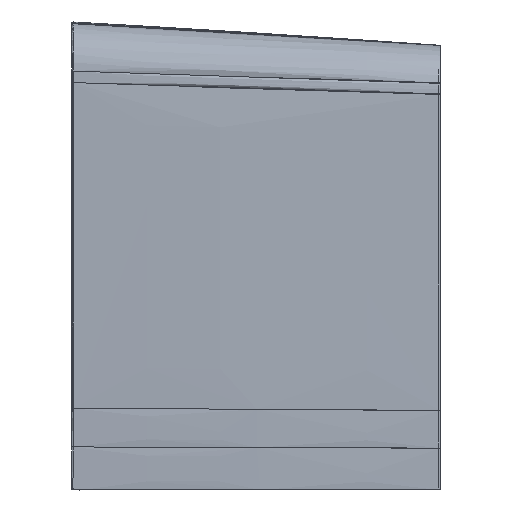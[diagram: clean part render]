
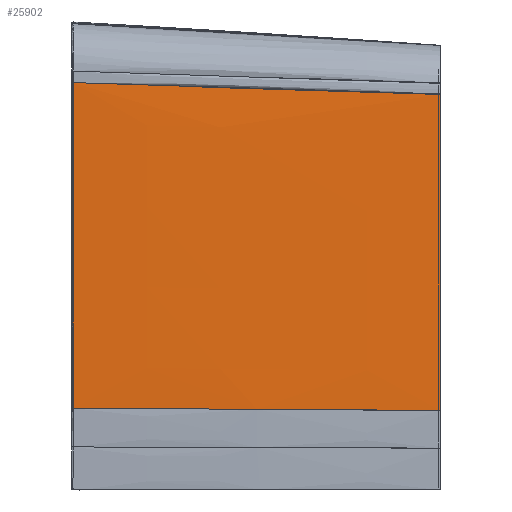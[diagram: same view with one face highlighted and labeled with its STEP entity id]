
A CAD part, left-side view. The second image highlights one B-rep face of the part: STEP entity #25902.
In plain terms, the highlighted free-form (B-spline) face has degree [5, 5] with [6, 9] control points.
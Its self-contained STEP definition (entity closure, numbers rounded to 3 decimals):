
#1476=DIRECTION('',(0.,0.,1.));
#1477=VECTOR('',#1476,540.469);
#1478=CARTESIAN_POINT('',(-864.4,-630.,-264.769));
#1479=LINE('',#1478,#1477);
#1483=CARTESIAN_POINT('',(-864.4,-630.,275.7));
#4622=CARTESIAN_POINT('',(-864.4,-630.,275.7));
#4623=CARTESIAN_POINT('',(-880.827,-421.16,
282.911));
#4624=CARTESIAN_POINT('',(-892.473,-211.87,
289.675));
#4625=CARTESIAN_POINT('',(-899.32,-2.439,
295.993));
#4630=CARTESIAN_POINT('',(-899.32,-2.439,
295.993));
#4640=CARTESIAN_POINT('',(-864.4,-630.,-264.769));
#4641=CARTESIAN_POINT('',(-882.261,-421.225,
-263.328));
#4642=CARTESIAN_POINT('',(-893.914,-211.902,
-261.977));
#4643=CARTESIAN_POINT('',(-899.338,-2.423,
-260.715));
#4648=CARTESIAN_POINT('',(-899.338,-2.423,
-260.715));
#4649=CARTESIAN_POINT('',(-899.336,-2.423,
-247.666));
#4650=CARTESIAN_POINT('',(-899.335,-2.424,
-222.064));
#4651=CARTESIAN_POINT('',(-899.336,-2.425,
-185.847));
#4652=CARTESIAN_POINT('',(-899.335,-2.426,
-149.706));
#4653=CARTESIAN_POINT('',(-899.333,-2.427,
-113.703));
#4654=CARTESIAN_POINT('',(-899.331,-2.429,
-77.472));
#4655=CARTESIAN_POINT('',(-899.329,-2.43,
-41.262));
#4656=CARTESIAN_POINT('',(-899.329,-2.431,
-5.133));
#4657=CARTESIAN_POINT('',(-899.329,-2.432,
31.057));
#4658=CARTESIAN_POINT('',(-899.329,-2.432,
68.043));
#4659=CARTESIAN_POINT('',(-899.328,-2.434,
106.841));
#4660=CARTESIAN_POINT('',(-899.327,-2.435,
148.669));
#4661=CARTESIAN_POINT('',(-899.325,-2.436,
194.028));
#4662=CARTESIAN_POINT('',(-899.322,-2.438,
242.929));
#4663=CARTESIAN_POINT('',(-899.321,-2.439,
277.909));
#4664=CARTESIAN_POINT('',(-899.32,-2.439,
295.993));
#18009=VERTEX_POINT('',#4630);
#18013=VERTEX_POINT('',#4648);
#18125=VERTEX_POINT('',#1483);
#18126=CARTESIAN_POINT('',(-864.4,-630.,-264.769));
#18127=VERTEX_POINT('',#18126);
#25839=CARTESIAN_POINT('',(-863.906,-636.266,
280.886));
#25840=CARTESIAN_POINT('',(-863.902,-636.265,
225.776));
#25841=CARTESIAN_POINT('',(-863.895,-636.265,
143.651));
#25842=CARTESIAN_POINT('',(-863.887,-636.265,
48.019));
#25843=CARTESIAN_POINT('',(-863.879,-636.264,
-62.201));
#25844=CARTESIAN_POINT('',(-863.87,-636.264,
-172.422));
#25845=CARTESIAN_POINT('',(-863.865,-636.264,
-227.532));
#25846=CARTESIAN_POINT('',(-863.863,-636.263,
-255.627));
#25847=CARTESIAN_POINT('',(-863.862,-636.263,
-270.215));
#25848=CARTESIAN_POINT('',(-874.009,-508.457,
285.34));
#25849=CARTESIAN_POINT('',(-874.096,-508.461,
229.87));
#25850=CARTESIAN_POINT('',(-874.226,-508.468,
147.207));
#25851=CARTESIAN_POINT('',(-874.377,-508.475,
50.949));
#25852=CARTESIAN_POINT('',(-874.548,-508.484,
-59.993));
#25853=CARTESIAN_POINT('',(-874.725,-508.492,
-170.934));
#25854=CARTESIAN_POINT('',(-874.81,-508.497,
-226.405));
#25855=CARTESIAN_POINT('',(-874.854,-508.499,
-254.684));
#25856=CARTESIAN_POINT('',(-874.878,-508.5,
-269.368));
#25857=CARTESIAN_POINT('',(-882.625,-380.507,
289.654));
#25858=CARTESIAN_POINT('',(-882.758,-380.513,
233.834));
#25859=CARTESIAN_POINT('',(-882.956,-380.521,
150.651));
#25860=CARTESIAN_POINT('',(-883.188,-380.531,
53.787));
#25861=CARTESIAN_POINT('',(-883.448,-380.543,
-57.853));
#25862=CARTESIAN_POINT('',(-883.719,-380.554,
-169.494));
#25863=CARTESIAN_POINT('',(-883.848,-380.56,
-225.314));
#25864=CARTESIAN_POINT('',(-883.916,-380.563,
-253.771));
#25865=CARTESIAN_POINT('',(-883.952,-380.564,
-268.547));
#25866=CARTESIAN_POINT('',(-889.751,-252.449,
293.827));
#25867=CARTESIAN_POINT('',(-889.884,-252.454,
237.669));
#25868=CARTESIAN_POINT('',(-890.083,-252.461,
153.983));
#25869=CARTESIAN_POINT('',(-890.317,-252.47,
56.532));
#25870=CARTESIAN_POINT('',(-890.574,-252.479,
-55.784));
#25871=CARTESIAN_POINT('',(-890.849,-252.489,
-168.1));
#25872=CARTESIAN_POINT('',(-890.977,-252.494,
-224.258));
#25873=CARTESIAN_POINT('',(-891.046,-252.496,
-252.888));
#25874=CARTESIAN_POINT('',(-891.082,-252.498,
-267.753));
#25875=CARTESIAN_POINT('',(-895.384,-124.316,
297.86));
#25876=CARTESIAN_POINT('',(-895.472,-124.318,
241.375));
#25877=CARTESIAN_POINT('',(-895.604,-124.322,
157.202));
#25878=CARTESIAN_POINT('',(-895.761,-124.327,
59.185));
#25879=CARTESIAN_POINT('',(-895.925,-124.332,
-53.784));
#25880=CARTESIAN_POINT('',(-896.112,-124.337,
-166.753));
#25881=CARTESIAN_POINT('',(-896.194,-124.34,
-223.238));
#25882=CARTESIAN_POINT('',(-896.24,-124.341,
-252.034));
#25883=CARTESIAN_POINT('',(-896.265,-124.342,
-266.986));
#25884=CARTESIAN_POINT('',(-899.525,3.861,
301.752));
#25885=CARTESIAN_POINT('',(-899.522,3.861,
244.952));
#25886=CARTESIAN_POINT('',(-899.52,3.861,
160.309));
#25887=CARTESIAN_POINT('',(-899.52,3.861,
61.745));
#25888=CARTESIAN_POINT('',(-899.499,3.861,
-51.854));
#25889=CARTESIAN_POINT('',(-899.508,3.861,
-165.454));
#25890=CARTESIAN_POINT('',(-899.497,3.861,
-222.253));
#25891=CARTESIAN_POINT('',(-899.497,3.861,
-251.21));
#25892=CARTESIAN_POINT('',(-899.499,3.861,
-266.245));
#25893=B_SPLINE_SURFACE_WITH_KNOTS('',5,5,((#25839,#25840,#25841,#25842,#25843,
#25844,#25845,#25846,#25847),(#25848,#25849,#25850,#25851,#25852,#25853,#25854,
#25855,#25856),(#25857,#25858,#25859,#25860,#25861,#25862,#25863,#25864,#25865),
(#25866,#25867,#25868,#25869,#25870,#25871,#25872,#25873,#25874),(#25875,#25876,
#25877,#25878,#25879,#25880,#25881,#25882,#25883),(#25884,#25885,#25886,#25887,
#25888,#25889,#25890,#25891,#25892)),.UNSPECIFIED.,.F.,.F.,.F.,(6,6),(6,1,1,1,
6),(-0.01,1.006),(0.726,0.837,
0.891,0.919,0.948),.UNSPECIFIED.);
#25894=ORIENTED_EDGE('',*,*,#18217,.F.);
#25896=ORIENTED_EDGE('',*,*,#25895,.T.);
#25898=ORIENTED_EDGE('',*,*,#25897,.T.);
#25899=ORIENTED_EDGE('',*,*,#25824,.F.);
#25900=EDGE_LOOP('',(#25894,#25896,#25898,#25899));
#25901=FACE_OUTER_BOUND('',#25900,.F.);
#4626=B_SPLINE_CURVE_WITH_KNOTS('',3,(#4622,#4623,#4624,#4625),.UNSPECIFIED.,
.F.,.F.,(4,4),(0.,1.),.UNSPECIFIED.);
#4644=B_SPLINE_CURVE_WITH_KNOTS('',3,(#4640,#4641,#4642,#4643),.UNSPECIFIED.,
.F.,.F.,(4,4),(0.,1.),.UNSPECIFIED.);
#4665=B_SPLINE_CURVE_WITH_KNOTS('',3,(#4648,#4649,#4650,#4651,#4652,#4653,#4654,
#4655,#4656,#4657,#4658,#4659,#4660,#4661,#4662,#4663,#4664),.UNSPECIFIED.,.F.,
.F.,(4,1,1,1,1,1,1,1,1,1,1,1,1,1,4),(0.,0.071,0.143,
0.214,0.286,0.357,0.429,0.5,
0.571,0.643,0.714,0.786,
0.857,0.929,1.),.UNSPECIFIED.);
#18217=EDGE_CURVE('',#18127,#18125,#1479,.T.);
#25824=EDGE_CURVE('',#18125,#18009,#4626,.T.);
#25895=EDGE_CURVE('',#18127,#18013,#4644,.T.);
#25897=EDGE_CURVE('',#18013,#18009,#4665,.T.);
#25902=ADVANCED_FACE('',(#25901),#25893,.T.);
